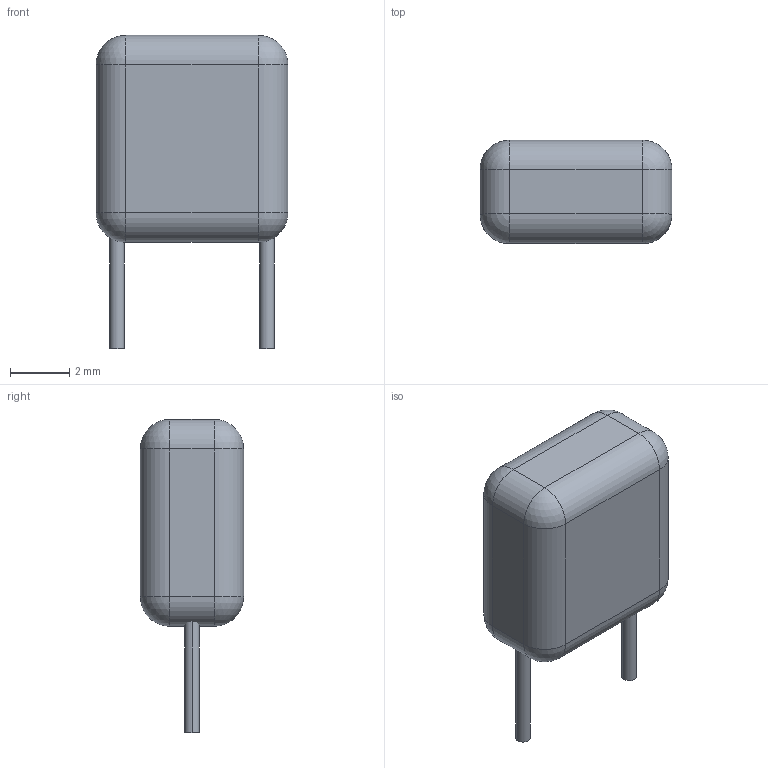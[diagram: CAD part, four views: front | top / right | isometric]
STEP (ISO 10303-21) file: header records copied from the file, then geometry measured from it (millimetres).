
FILE_DESCRIPTION((''),'2;1');
FILE_NAME('CAPRR508-350X650X700.stp','2010-02-02T10:54:59',(''),(''),'Mechanical Desktop 2010','Mechanical Desktop 2010',', , ');
FILE_SCHEMA(('AUTOMOTIVE_DESIGN { 1 2 10303 214 1 1 1 1 }'));
Length unit declared in the file: millimetre
Products named in the file (1): Product
Bounding box: 6.5 x 3.5 x 10.6 mm (x, y, z)
Volume: 147.8 mm3; surface area: 170.4 mm2
Topology: 3 solids, 3 shells, 34 faces, 68 edges, 32 vertices
Faces by surface type: cylinder 16, plane 10, sphere 8
Entity records: 854 total; most frequent: DIRECTION 162, CARTESIAN_POINT 127, ORIENTED_EDGE 120, AXIS2_PLACEMENT_3D 67, EDGE_CURVE 60, EDGE_LOOP 34, FACE_OUTER_BOUND 34, ADVANCED_FACE 34
